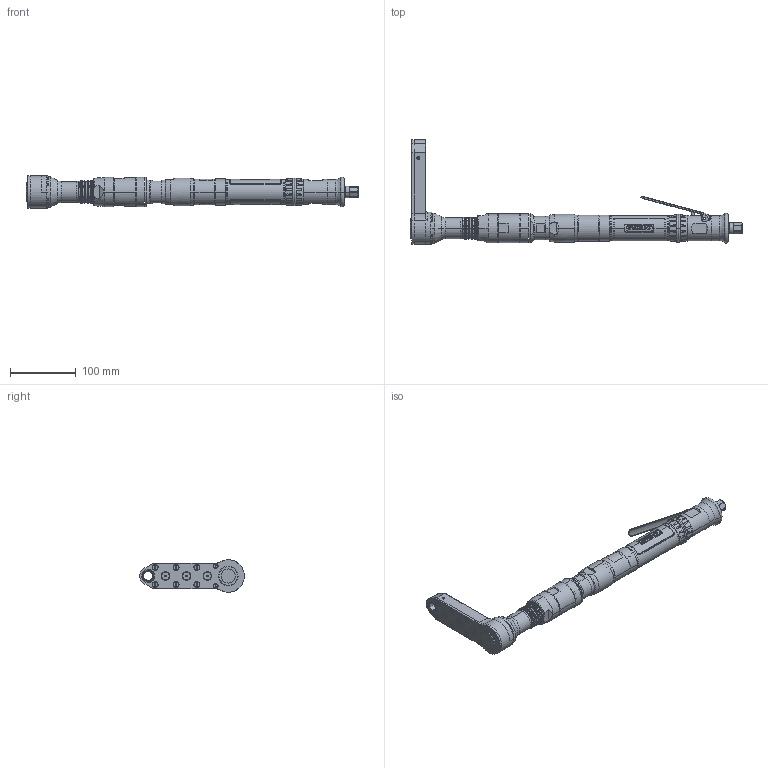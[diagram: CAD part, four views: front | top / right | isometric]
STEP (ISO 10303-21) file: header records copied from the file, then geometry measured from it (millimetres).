
FILE_DESCRIPTION((''),'2;1');
FILE_NAME('AA33LC298-53','2010-09-27T',('EJF1116'),(''),'PRO/ENGINEER BY PARAMETRIC TECHNOLOGY CORPORATION, 2005030','PRO/ENGINEER BY PARAMETRIC TECHNOLOGY CORPORATION, 2005030','');
FILE_SCHEMA(('CONFIG_CONTROL_DESIGN'));
Products named in the file (1): AA33LC298-53
Bounding box: 504.75 x 159.38 x 49.2 mm (x, y, z)
Surface area: 153866.4 mm2 (no closed solid volume)
Topology: 0 solids, 220 shells, 1006 faces, 4517 edges, 3598 vertices
Faces by surface type: cylinder 454, plane 307, cone 126, bspline 72, torus 45, sphere 2
Entity records: 81287 total; most frequent: CARTESIAN_POINT 48321, DIRECTION 6211, ORIENTED_EDGE 5987, EDGE_CURVE 4515, VERTEX_POINT 3598, AXIS2_PLACEMENT_3D 2397, B_SPLINE_CURVE_WITH_KNOTS 1635, CIRCLE 1463
